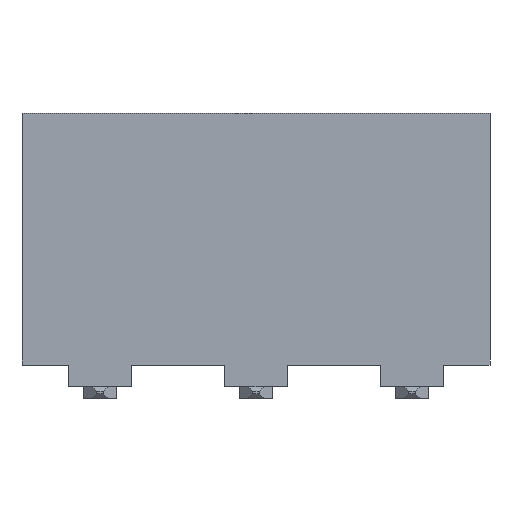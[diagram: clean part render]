
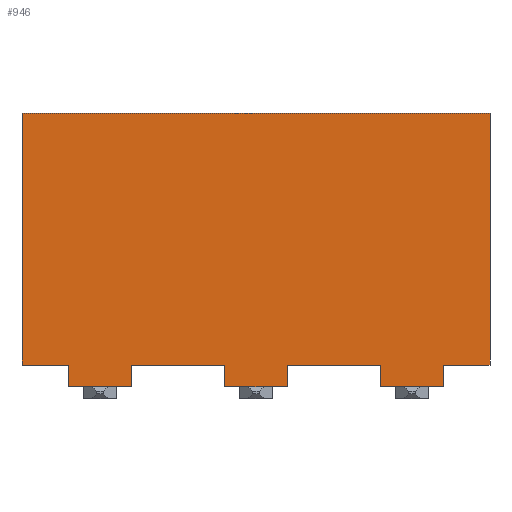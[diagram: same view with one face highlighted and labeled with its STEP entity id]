
A CAD part, front view. The second image highlights one B-rep face of the part: STEP entity #946.
In plain terms, the highlighted face is planar.
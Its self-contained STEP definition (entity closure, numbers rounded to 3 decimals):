
#946=ADVANCED_FACE('',(#1238),#1239,.T.);
#1238=FACE_OUTER_BOUND('',#1537,.T.);
#1239=PLANE('',#1538);
#1537=EDGE_LOOP('',(#2064,#2065,#2066,#2067,#2068,#2069,#2070,#2071,#2072,#2073,#2074,#2075,#2076,#2077,#2078,#2079));
#1538=AXIS2_PLACEMENT_3D('',#2080,#2081,#2082);
#2064=ORIENTED_EDGE('',*,*,#2612,.T.);
#2065=ORIENTED_EDGE('',*,*,#2600,.T.);
#2066=ORIENTED_EDGE('',*,*,#2574,.T.);
#2067=ORIENTED_EDGE('',*,*,#2662,.F.);
#2068=ORIENTED_EDGE('',*,*,#2663,.F.);
#2069=ORIENTED_EDGE('',*,*,#2664,.T.);
#2070=ORIENTED_EDGE('',*,*,#2570,.T.);
#2071=ORIENTED_EDGE('',*,*,#2665,.F.);
#2072=ORIENTED_EDGE('',*,*,#2666,.F.);
#2073=ORIENTED_EDGE('',*,*,#2667,.T.);
#2074=ORIENTED_EDGE('',*,*,#2566,.T.);
#2075=ORIENTED_EDGE('',*,*,#2668,.F.);
#2076=ORIENTED_EDGE('',*,*,#2669,.F.);
#2077=ORIENTED_EDGE('',*,*,#2670,.T.);
#2078=ORIENTED_EDGE('',*,*,#2562,.T.);
#2079=ORIENTED_EDGE('',*,*,#2671,.T.);
#2080=CARTESIAN_POINT('',(0.0,0.0,5.0));
#2081=DIRECTION('',(0.0,0.0,1.0));
#2082=DIRECTION('',(1.0,0.0,0.0));
#2562=EDGE_CURVE('',#2911,#2909,#2912,.T.);
#2566=EDGE_CURVE('',#2919,#2917,#2920,.T.);
#2570=EDGE_CURVE('',#2927,#2925,#2928,.T.);
#2574=EDGE_CURVE('',#2935,#2933,#2936,.T.);
#2600=EDGE_CURVE('',#2982,#2935,#2983,.T.);
#2612=EDGE_CURVE('',#3004,#2982,#3005,.T.);
#2662=EDGE_CURVE('',#3073,#2933,#3074,.T.);
#2663=EDGE_CURVE('',#3075,#3073,#3076,.T.);
#2664=EDGE_CURVE('',#3075,#2927,#3077,.T.);
#2665=EDGE_CURVE('',#3078,#2925,#3079,.T.);
#2666=EDGE_CURVE('',#3080,#3078,#3081,.T.);
#2667=EDGE_CURVE('',#3080,#2919,#3082,.T.);
#2668=EDGE_CURVE('',#3083,#2917,#3084,.T.);
#2669=EDGE_CURVE('',#3085,#3083,#3086,.T.);
#2670=EDGE_CURVE('',#3085,#2911,#3087,.T.);
#2671=EDGE_CURVE('',#2909,#3004,#3088,.T.);
#2909=VERTEX_POINT('',#3410);
#2911=VERTEX_POINT('',#3413);
#2912=LINE('',#3414,#3415);
#2917=VERTEX_POINT('',#3422);
#2919=VERTEX_POINT('',#3425);
#2920=LINE('',#3426,#3427);
#2925=VERTEX_POINT('',#3434);
#2927=VERTEX_POINT('',#3437);
#2928=LINE('',#3438,#3439);
#2933=VERTEX_POINT('',#3446);
#2935=VERTEX_POINT('',#3449);
#2936=LINE('',#3450,#3451);
#2982=VERTEX_POINT('',#3520);
#2983=LINE('',#3521,#3522);
#3004=VERTEX_POINT('',#3553);
#3005=LINE('',#3554,#3555);
#3073=VERTEX_POINT('',#3658);
#3074=LINE('',#3659,#3660);
#3075=VERTEX_POINT('',#3661);
#3076=LINE('',#3662,#3663);
#3077=LINE('',#3664,#3665);
#3078=VERTEX_POINT('',#3666);
#3079=LINE('',#3667,#3668);
#3080=VERTEX_POINT('',#3669);
#3081=LINE('',#3670,#3671);
#3082=LINE('',#3672,#3673);
#3083=VERTEX_POINT('',#3674);
#3084=LINE('',#3675,#3676);
#3085=VERTEX_POINT('',#3677);
#3086=LINE('',#3678,#3679);
#3087=LINE('',#3680,#3681);
#3088=LINE('',#3682,#3683);
#3410=CARTESIAN_POINT('',(15.24,0.0,5.0));
#3413=CARTESIAN_POINT('',(13.725,0.0,5.0));
#3414=CARTESIAN_POINT('',(7.62,0.0,5.0));
#3415=VECTOR('',#3970,1.0);
#3422=CARTESIAN_POINT('',(11.675,0.,5.0));
#3425=CARTESIAN_POINT('',(8.645,0.0,5.0));
#3426=CARTESIAN_POINT('',(7.62,0.0,5.0));
#3427=VECTOR('',#3974,1.0);
#3434=CARTESIAN_POINT('',(6.595,0.,5.0));
#3437=CARTESIAN_POINT('',(3.565,0.0,5.0));
#3438=CARTESIAN_POINT('',(7.62,0.0,5.0));
#3439=VECTOR('',#3978,1.0);
#3446=CARTESIAN_POINT('',(1.515,0.0,5.0));
#3449=CARTESIAN_POINT('',(0.,0.0,5.0));
#3450=CARTESIAN_POINT('',(7.62,0.0,5.0));
#3451=VECTOR('',#3982,1.0);
#3520=CARTESIAN_POINT('',(0.,8.2,5.0));
#3521=CARTESIAN_POINT('',(0.0,4.1,5.0));
#3522=VECTOR('',#4006,1.0);
#3553=CARTESIAN_POINT('',(15.24,8.2,5.0));
#3554=CARTESIAN_POINT('',(7.62,8.2,5.0));
#3555=VECTOR('',#4017,1.0);
#3658=CARTESIAN_POINT('',(1.515,-0.7,5.0));
#3659=CARTESIAN_POINT('',(1.515,-0.7,5.0));
#3660=VECTOR('',#4053,1.0);
#3661=CARTESIAN_POINT('',(3.565,-0.7,5.0));
#3662=CARTESIAN_POINT('',(2.54,-0.7,5.0));
#3663=VECTOR('',#4054,1.0);
#3664=CARTESIAN_POINT('',(3.565,-0.7,5.0));
#3665=VECTOR('',#4055,1.0);
#3666=CARTESIAN_POINT('',(6.595,-0.7,5.0));
#3667=CARTESIAN_POINT('',(6.595,-0.7,5.0));
#3668=VECTOR('',#4056,1.0);
#3669=CARTESIAN_POINT('',(8.645,-0.7,5.0));
#3670=CARTESIAN_POINT('',(7.62,-0.7,5.0));
#3671=VECTOR('',#4057,1.0);
#3672=CARTESIAN_POINT('',(8.645,-0.7,5.0));
#3673=VECTOR('',#4058,1.0);
#3674=CARTESIAN_POINT('',(11.675,-0.7,5.0));
#3675=CARTESIAN_POINT('',(11.675,-0.7,5.0));
#3676=VECTOR('',#4059,1.0);
#3677=CARTESIAN_POINT('',(13.725,-0.7,5.0));
#3678=CARTESIAN_POINT('',(12.7,-0.7,5.0));
#3679=VECTOR('',#4060,1.0);
#3680=CARTESIAN_POINT('',(13.725,-0.7,5.0));
#3681=VECTOR('',#4061,1.0);
#3682=CARTESIAN_POINT('',(15.24,4.1,5.0));
#3683=VECTOR('',#4062,1.0);
#3970=DIRECTION('',(1.0,0.0,0.0));
#3974=DIRECTION('',(1.0,0.0,0.0));
#3978=DIRECTION('',(1.0,0.0,0.0));
#3982=DIRECTION('',(1.0,0.0,0.0));
#4006=DIRECTION('',(0.,-1.0,0.0));
#4017=DIRECTION('',(-1.0,0.,0.0));
#4053=DIRECTION('',(0.,1.0,0.0));
#4054=DIRECTION('',(-1.0,0.,0.));
#4055=DIRECTION('',(0.,1.0,0.0));
#4056=DIRECTION('',(0.,1.0,0.0));
#4057=DIRECTION('',(-1.0,0.,0.));
#4058=DIRECTION('',(0.,1.0,0.0));
#4059=DIRECTION('',(0.,1.0,0.0));
#4060=DIRECTION('',(-1.0,0.,0.));
#4061=DIRECTION('',(0.,1.0,0.0));
#4062=DIRECTION('',(0.,1.0,0.0));
